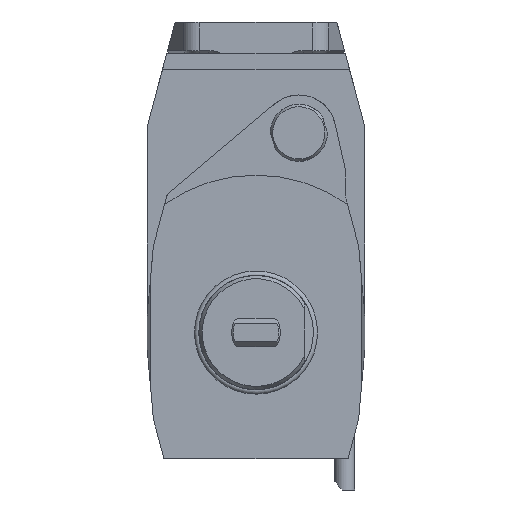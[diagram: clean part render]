
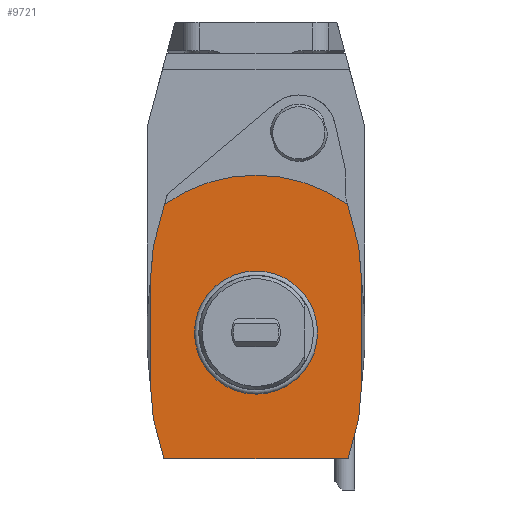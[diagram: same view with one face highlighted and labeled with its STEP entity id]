
A CAD part, front view. The second image highlights one B-rep face of the part: STEP entity #9721.
In plain terms, the highlighted planar face has unit normal (0, -1, 0).
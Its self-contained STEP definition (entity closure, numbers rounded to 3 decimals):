
#1648 = CARTESIAN_POINT ( 'NONE',  ( 32.158, -130., -94. ) ) ;
#1697 = VECTOR ( 'NONE', #8632, 1000. ) ;
#2256 = EDGE_LOOP ( 'NONE', ( #9592, #3707, #23950, #30289, #20575, #28086, #17933, #15422, #4025, #10162, #2466, #15289 ) ) ;
#2446 = VECTOR ( 'NONE', #21642, 1000. ) ;
#2466 = ORIENTED_EDGE ( 'NONE', *, *, #7576, .F. ) ;
#2582 = DIRECTION ( 'NONE',  ( 0.087, 0., 0.996 ) ) ;
#2980 = VERTEX_POINT ( 'NONE', #16303 ) ;
#3111 = VERTEX_POINT ( 'NONE', #29472 ) ;
#3427 = DIRECTION ( 'NONE',  ( 0.259, 0., -0.966 ) ) ;
#3707 = ORIENTED_EDGE ( 'NONE', *, *, #4264, .T. ) ;
#4025 = ORIENTED_EDGE ( 'NONE', *, *, #16782, .T. ) ;
#4264 = EDGE_CURVE ( 'NONE', #2980, #29320, #25367, .T. ) ;
#4738 = LINE ( 'NONE', #21725, #30068 ) ;
#5005 = DIRECTION ( 'NONE',  ( -0.259, 0., -0.966 ) ) ;
#5579 = CARTESIAN_POINT ( 'NONE',  ( -37., -130., -67.21 ) ) ;
#5722 = CARTESIAN_POINT ( 'NONE',  ( 41.003, -130., -39.013 ) ) ;
#5931 = EDGE_CURVE ( 'NONE', #9384, #29320, #25819, .T. ) ;
#6350 = EDGE_CURVE ( 'NONE', #23796, #22635, #21545, .T. ) ;
#7556 = CARTESIAN_POINT ( 'NONE',  ( -41.003, -130., -39.013 ) ) ;
#7576 = EDGE_CURVE ( 'NONE', #29734, #19319, #30424, .T. ) ;
#8366 = FACE_OUTER_BOUND ( 'NONE', #2256, .T. ) ;
#8632 = DIRECTION ( 'NONE',  ( 0., 0., 1. ) ) ;
#8765 = CARTESIAN_POINT ( 'NONE',  ( 37., -130., -67.21 ) ) ;
#8852 = VECTOR ( 'NONE', #30787, 1000. ) ;
#9384 = VERTEX_POINT ( 'NONE', #5579 ) ;
#9493 = DIRECTION ( 'NONE',  ( 0., 0., 1. ) ) ;
#9592 = ORIENTED_EDGE ( 'NONE', *, *, #9650, .T. ) ;
#9650 = EDGE_CURVE ( 'NONE', #29208, #2980, #24408, .T. ) ;
#9721 = ADVANCED_FACE ( 'Defeature completata2_298', ( #8366, #17511 ), #27647, .F. ) ;
#9904 = VECTOR ( 'NONE', #2582, 1000. ) ;
#10162 = ORIENTED_EDGE ( 'NONE', *, *, #20896, .F. ) ;
#10469 = VECTOR ( 'NONE', #3427, 1000. ) ;
#10782 = DIRECTION ( 'NONE',  ( 0., 0., -1. ) ) ;
#10814 = VECTOR ( 'NONE', #21077, 1000. ) ;
#12418 = CARTESIAN_POINT ( 'NONE',  ( 0., -130., -50. ) ) ;
#12655 = AXIS2_PLACEMENT_3D ( 'NONE', #30212, #15436, #10782 ) ;
#13295 = EDGE_CURVE ( 'NONE', #29671, #9384, #31758, .T. ) ;
#13579 = VERTEX_POINT ( 'NONE', #19494 ) ;
#13851 = CARTESIAN_POINT ( 'NONE',  ( -35.867, -130., -80.155 ) ) ;
#14053 = CARTESIAN_POINT ( 'NONE',  ( -31.952, -130., -5.233 ) ) ;
#14886 = VERTEX_POINT ( 'NONE', #22881 ) ;
#15289 = ORIENTED_EDGE ( 'NONE', *, *, #28326, .F. ) ;
#15422 = ORIENTED_EDGE ( 'NONE', *, *, #31174, .T. ) ;
#15436 = DIRECTION ( 'NONE',  ( 0., 1., 0. ) ) ;
#15973 = CARTESIAN_POINT ( 'NONE',  ( 41.003, -130., -60.987 ) ) ;
#16303 = CARTESIAN_POINT ( 'NONE',  ( -35.867, -130., -19.845 ) ) ;
#16439 = CARTESIAN_POINT ( 'NONE',  ( 35.867, -130., -19.845 ) ) ;
#16514 = CARTESIAN_POINT ( 'NONE',  ( -41.003, -130., -60.987 ) ) ;
#16782 = EDGE_CURVE ( 'NONE', #31697, #13579, #4738, .T. ) ;
#17511 = FACE_BOUND ( 'NONE', #26465, .T. ) ;
#17933 = ORIENTED_EDGE ( 'NONE', *, *, #28138, .T. ) ;
#19319 = VERTEX_POINT ( 'NONE', #16439 ) ;
#19494 = CARTESIAN_POINT ( 'NONE',  ( 37., -130., -32.79 ) ) ;
#19813 = CARTESIAN_POINT ( 'NONE',  ( -32.158, -130., -94. ) ) ;
#19979 = AXIS2_PLACEMENT_3D ( 'NONE', #24083, #28949, #9493 ) ;
#20069 = CARTESIAN_POINT ( 'NONE',  ( -38.213, -130., -46.657 ) ) ;
#20217 = EDGE_CURVE ( 'NONE', #22635, #29671, #23889, .T. ) ;
#20575 = ORIENTED_EDGE ( 'NONE', *, *, #20217, .F. ) ;
#20896 = EDGE_CURVE ( 'NONE', #19319, #13579, #23103, .T. ) ;
#21077 = DIRECTION ( 'NONE',  ( 0.259, 0., 0.966 ) ) ;
#21545 = LINE ( 'NONE', #23347, #8852 ) ;
#21642 = DIRECTION ( 'NONE',  ( -0.259, 0., 0.966 ) ) ;
#21725 = CARTESIAN_POINT ( 'NONE',  ( 37., -130., -50. ) ) ;
#21871 = DIRECTION ( 'NONE',  ( 0., 1., 0. ) ) ;
#22184 = DIRECTION ( 'NONE',  ( 0., 0., -1. ) ) ;
#22398 = DIRECTION ( 'NONE',  ( -0.087, 0., 0.996 ) ) ;
#22539 = CIRCLE ( 'NONE', #19979, 20.059 ) ;
#22635 = VERTEX_POINT ( 'NONE', #19813 ) ;
#22881 = CARTESIAN_POINT ( 'NONE',  ( 35.867, -130., -80.155 ) ) ;
#23103 = LINE ( 'NONE', #30523, #29679 ) ;
#23322 = VECTOR ( 'NONE', #5005, 1000. ) ;
#23347 = CARTESIAN_POINT ( 'NONE',  ( 0., -130., -94. ) ) ;
#23796 = VERTEX_POINT ( 'NONE', #1648 ) ;
#23889 = LINE ( 'NONE', #16514, #2446 ) ;
#23950 = ORIENTED_EDGE ( 'NONE', *, *, #5931, .F. ) ;
#24083 = CARTESIAN_POINT ( 'NONE',  ( 0., -130., -50. ) ) ;
#24186 = CARTESIAN_POINT ( 'NONE',  ( -38.213, -130., -53.343 ) ) ;
#24408 = LINE ( 'NONE', #7556, #23322 ) ;
#24617 = DIRECTION ( 'NONE',  ( 0., 0., 1. ) ) ;
#25367 = LINE ( 'NONE', #20069, #25641 ) ;
#25641 = VECTOR ( 'NONE', #27334, 1000. ) ;
#25700 = DIRECTION ( 'NONE',  ( 0.087, 0., -0.996 ) ) ;
#25819 = LINE ( 'NONE', #30647, #1697 ) ;
#26465 = EDGE_LOOP ( 'NONE', ( #26860 ) ) ;
#26510 = LINE ( 'NONE', #31503, #9904 ) ;
#26560 = CARTESIAN_POINT ( 'NONE',  ( -37., -130., -32.79 ) ) ;
#26577 = VECTOR ( 'NONE', #22398, 1000. ) ;
#26860 = ORIENTED_EDGE ( 'NONE', *, *, #26953, .T. ) ;
#26953 = EDGE_CURVE ( 'NONE', #3111, #3111, #22539, .T. ) ;
#27212 = AXIS2_PLACEMENT_3D ( 'NONE', #12418, #21871, #22184 ) ;
#27334 = DIRECTION ( 'NONE',  ( -0.087, 0., -0.996 ) ) ;
#27647 = PLANE ( 'NONE',  #12655 ) ;
#28086 = ORIENTED_EDGE ( 'NONE', *, *, #6350, .F. ) ;
#28138 = EDGE_CURVE ( 'NONE', #23796, #14886, #31070, .T. ) ;
#28239 = CIRCLE ( 'NONE', #27212, 55. ) ;
#28326 = EDGE_CURVE ( 'NONE', #29208, #29734, #28239, .T. ) ;
#28854 = CARTESIAN_POINT ( 'NONE',  ( 31.952, -130., -5.233 ) ) ;
#28949 = DIRECTION ( 'NONE',  ( 0., 1., 0. ) ) ;
#29208 = VERTEX_POINT ( 'NONE', #14053 ) ;
#29320 = VERTEX_POINT ( 'NONE', #26560 ) ;
#29472 = CARTESIAN_POINT ( 'NONE',  ( 0., -130., -29.941 ) ) ;
#29671 = VERTEX_POINT ( 'NONE', #13851 ) ;
#29679 = VECTOR ( 'NONE', #25700, 1000. ) ;
#29734 = VERTEX_POINT ( 'NONE', #28854 ) ;
#30068 = VECTOR ( 'NONE', #24617, 1000. ) ;
#30212 = CARTESIAN_POINT ( 'NONE',  ( 0., -130., -28.8 ) ) ;
#30289 = ORIENTED_EDGE ( 'NONE', *, *, #13295, .F. ) ;
#30424 = LINE ( 'NONE', #5722, #10469 ) ;
#30523 = CARTESIAN_POINT ( 'NONE',  ( 38.213, -130., -46.657 ) ) ;
#30647 = CARTESIAN_POINT ( 'NONE',  ( -37., -130., -50. ) ) ;
#30787 = DIRECTION ( 'NONE',  ( -1., 0., 0. ) ) ;
#31070 = LINE ( 'NONE', #15973, #10814 ) ;
#31174 = EDGE_CURVE ( 'NONE', #14886, #31697, #26510, .T. ) ;
#31503 = CARTESIAN_POINT ( 'NONE',  ( 38.213, -130., -53.343 ) ) ;
#31697 = VERTEX_POINT ( 'NONE', #8765 ) ;
#31758 = LINE ( 'NONE', #24186, #26577 ) ;
